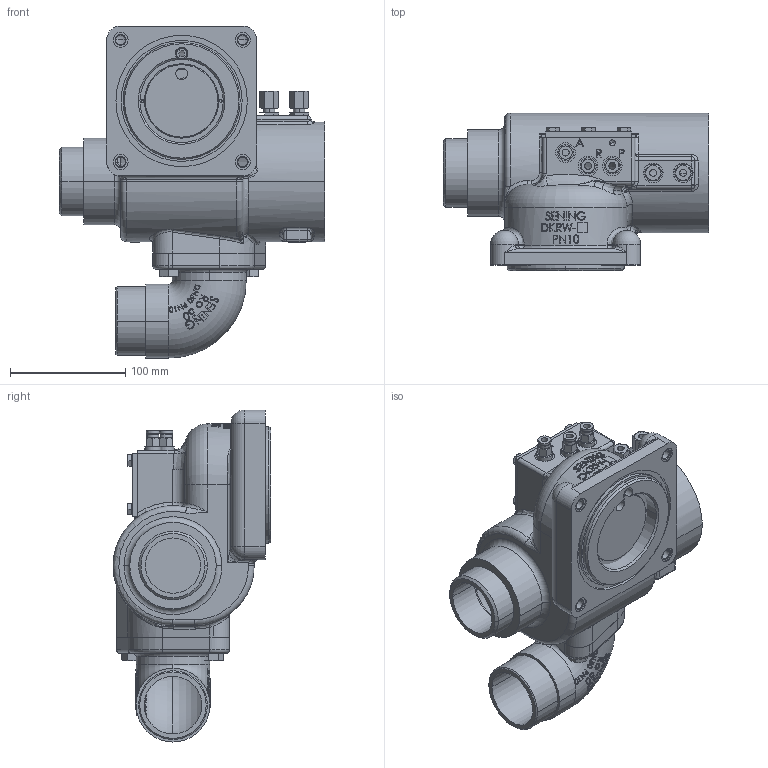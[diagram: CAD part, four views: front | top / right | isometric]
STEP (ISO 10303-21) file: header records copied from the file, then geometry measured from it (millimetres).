
FILE_DESCRIPTION (( 'STEP AP214' ), '1' );
FILE_NAME ('DKRW_250628.STEP', '2014-03-24T10:36:22', ( 'Admin2' ), ( '' ), 'SwSTEP 2.0', 'SolidWorks 2010', '' );
FILE_SCHEMA (( 'AUTOMOTIVE_DESIGN' ));
Length unit declared in the file: millimetre
Products named in the file (1): DKRW_250628
Bounding box: 230 x 137 x 288 mm (x, y, z)
Surface area: 217235.7 mm2 (no closed solid volume)
Topology: 0 solids, 54 shells, 1337 faces, 4204 edges, 2837 vertices
Faces by surface type: plane 549, bspline 367, cylinder 225, torus 95, cone 91, sphere 10
Entity records: 84736 total; most frequent: CARTESIAN_POINT 37388, ORIENTED_EDGE 6973, DIRECTION 5312, EDGE_CURVE 4172, VERTEX_POINT 2835, LINE 1772, VECTOR 1772, AXIS2_PLACEMENT_3D 1770
